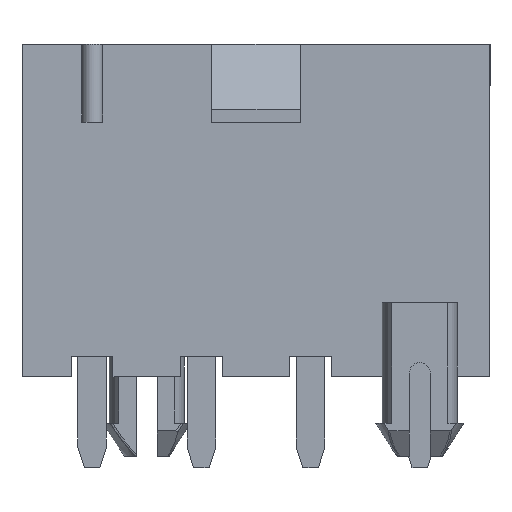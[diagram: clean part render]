
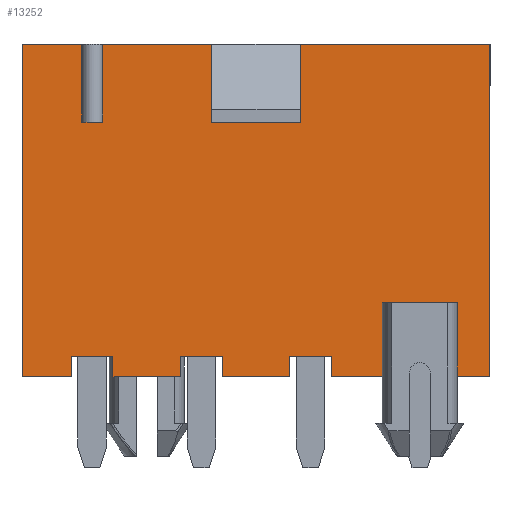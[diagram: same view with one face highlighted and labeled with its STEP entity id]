
A CAD part, front view. The second image highlights one B-rep face of the part: STEP entity #13252.
In plain terms, the highlighted face is planar.
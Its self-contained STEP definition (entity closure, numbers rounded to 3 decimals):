
#1491=ORIENTED_EDGE('',*,*,#3507,.F.);
#1492=ORIENTED_EDGE('',*,*,#3503,.T.);
#1493=ORIENTED_EDGE('',*,*,#3506,.T.);
#1494=ORIENTED_EDGE('',*,*,#4036,.F.);
#1495=ORIENTED_EDGE('',*,*,#3986,.T.);
#1496=ORIENTED_EDGE('',*,*,#4069,.T.);
#1497=ORIENTED_EDGE('',*,*,#3707,.T.);
#1498=ORIENTED_EDGE('',*,*,#4053,.T.);
#1499=ORIENTED_EDGE('',*,*,#3711,.T.);
#1500=ORIENTED_EDGE('',*,*,#4070,.T.);
#1501=ORIENTED_EDGE('',*,*,#3776,.T.);
#1502=ORIENTED_EDGE('',*,*,#4016,.T.);
#1503=ORIENTED_EDGE('',*,*,#3780,.T.);
#1504=ORIENTED_EDGE('',*,*,#4028,.T.);
#1505=ORIENTED_EDGE('',*,*,#3849,.T.);
#1506=ORIENTED_EDGE('',*,*,#3998,.T.);
#1507=ORIENTED_EDGE('',*,*,#3853,.T.);
#1508=ORIENTED_EDGE('',*,*,#4003,.T.);
#1509=ORIENTED_EDGE('',*,*,#3962,.T.);
#1510=ORIENTED_EDGE('',*,*,#3641,.F.);
#1511=ORIENTED_EDGE('',*,*,#3650,.T.);
#1512=ORIENTED_EDGE('',*,*,#3639,.T.);
#1513=ORIENTED_EDGE('',*,*,#3646,.F.);
#1514=ORIENTED_EDGE('',*,*,#3643,.F.);
#1515=ORIENTED_EDGE('',*,*,#3968,.T.);
#1516=ORIENTED_EDGE('',*,*,#3980,.T.);
#1517=ORIENTED_EDGE('',*,*,#3976,.F.);
#1518=ORIENTED_EDGE('',*,*,#4038,.F.);
#1519=ORIENTED_EDGE('',*,*,#3658,.F.);
#1520=ORIENTED_EDGE('',*,*,#3660,.F.);
#1521=ORIENTED_EDGE('',*,*,#3662,.F.);
#1522=ORIENTED_EDGE('',*,*,#4037,.F.);
#3503=EDGE_CURVE('',#4964,#4965,#5910,.T.);
#3506=EDGE_CURVE('',#4965,#4966,#5911,.T.);
#3507=EDGE_CURVE('',#4964,#4967,#5912,.T.);
#3639=EDGE_CURVE('',#5056,#5057,#5972,.T.);
#3641=EDGE_CURVE('',#5058,#5059,#5973,.T.);
#3643=EDGE_CURVE('',#5060,#5061,#5975,.T.);
#3646=EDGE_CURVE('',#5061,#5057,#5977,.T.);
#3650=EDGE_CURVE('',#5058,#5056,#5981,.T.);
#3658=EDGE_CURVE('',#5070,#5065,#5989,.T.);
#3660=EDGE_CURVE('',#5071,#5070,#5991,.T.);
#3662=EDGE_CURVE('',#5066,#5071,#5993,.T.);
#3707=EDGE_CURVE('',#5101,#5104,#6030,.T.);
#3711=EDGE_CURVE('',#5105,#5108,#6034,.T.);
#3776=EDGE_CURVE('',#5158,#5161,#6091,.T.);
#3780=EDGE_CURVE('',#5162,#5165,#6095,.T.);
#3849=EDGE_CURVE('',#5219,#5222,#6156,.T.);
#3853=EDGE_CURVE('',#5223,#5226,#6160,.T.);
#3962=EDGE_CURVE('',#5309,#5059,#6261,.T.);
#3968=EDGE_CURVE('',#5060,#5314,#6267,.T.);
#3976=EDGE_CURVE('',#5320,#5321,#6275,.T.);
#3980=EDGE_CURVE('',#5314,#5321,#6279,.T.);
#3986=EDGE_CURVE('',#5326,#5325,#6285,.T.);
#3998=EDGE_CURVE('',#5222,#5223,#6297,.T.);
#4003=EDGE_CURVE('',#5226,#5309,#6302,.T.);
#4016=EDGE_CURVE('',#5161,#5162,#6315,.T.);
#4028=EDGE_CURVE('',#5165,#5219,#6327,.T.);
#4036=EDGE_CURVE('',#5326,#4966,#6335,.T.);
#4037=EDGE_CURVE('',#4967,#5066,#6336,.T.);
#4038=EDGE_CURVE('',#5065,#5320,#6337,.T.);
#4053=EDGE_CURVE('',#5104,#5105,#6352,.T.);
#4069=EDGE_CURVE('',#5325,#5101,#6368,.T.);
#4070=EDGE_CURVE('',#5108,#5158,#6369,.T.);
#4964=VERTEX_POINT('',#17219);
#4965=VERTEX_POINT('',#17220);
#4966=VERTEX_POINT('',#17224);
#4967=VERTEX_POINT('',#17225);
#5056=VERTEX_POINT('',#17821);
#5057=VERTEX_POINT('',#17824);
#5058=VERTEX_POINT('',#17828);
#5059=VERTEX_POINT('',#17830);
#5060=VERTEX_POINT('',#17832);
#5061=VERTEX_POINT('',#17834);
#5065=VERTEX_POINT('',#17850);
#5066=VERTEX_POINT('',#17852);
#5070=VERTEX_POINT('',#17864);
#5071=VERTEX_POINT('',#17868);
#5101=VERTEX_POINT('',#17952);
#5104=VERTEX_POINT('',#17957);
#5105=VERTEX_POINT('',#17961);
#5108=VERTEX_POINT('',#17966);
#5158=VERTEX_POINT('',#18093);
#5161=VERTEX_POINT('',#18098);
#5162=VERTEX_POINT('',#18102);
#5165=VERTEX_POINT('',#18107);
#5219=VERTEX_POINT('',#18243);
#5222=VERTEX_POINT('',#18248);
#5223=VERTEX_POINT('',#18252);
#5226=VERTEX_POINT('',#18257);
#5309=VERTEX_POINT('',#18471);
#5314=VERTEX_POINT('',#18485);
#5320=VERTEX_POINT('',#18501);
#5321=VERTEX_POINT('',#18503);
#5325=VERTEX_POINT('',#18519);
#5326=VERTEX_POINT('',#18521);
#5910=LINE('',#17218,#7093);
#5911=LINE('',#17226,#7094);
#5912=LINE('',#17227,#7095);
#5972=LINE('',#17825,#7155);
#5973=LINE('',#17829,#7156);
#5975=LINE('',#17833,#7158);
#5977=LINE('',#17838,#7160);
#5981=LINE('',#17846,#7164);
#5989=LINE('',#17863,#7172);
#5991=LINE('',#17867,#7174);
#5993=LINE('',#17871,#7176);
#6030=LINE('',#17958,#7213);
#6034=LINE('',#17967,#7217);
#6091=LINE('',#18099,#7274);
#6095=LINE('',#18108,#7278);
#6156=LINE('',#18249,#7339);
#6160=LINE('',#18258,#7343);
#6261=LINE('',#18474,#7444);
#6267=LINE('',#18486,#7450);
#6275=LINE('',#18502,#7458);
#6279=LINE('',#18509,#7462);
#6285=LINE('',#18520,#7468);
#6297=LINE('',#18539,#7480);
#6302=LINE('',#18547,#7485);
#6315=LINE('',#18567,#7498);
#6327=LINE('',#18587,#7510);
#6335=LINE('',#18599,#7518);
#6336=LINE('',#18600,#7519);
#6337=LINE('',#18601,#7520);
#6352=LINE('',#18619,#7535);
#6368=LINE('',#18645,#7551);
#6369=LINE('',#18647,#7552);
#7093=VECTOR('',#14515,1000.);
#7094=VECTOR('',#14522,1000.);
#7095=VECTOR('',#14523,1000.);
#7155=VECTOR('',#14671,1000.);
#7156=VECTOR('',#14676,1000.);
#7158=VECTOR('',#14678,1000.);
#7160=VECTOR('',#14684,1000.);
#7164=VECTOR('',#14692,1000.);
#7172=VECTOR('',#14706,1000.);
#7174=VECTOR('',#14710,1000.);
#7176=VECTOR('',#14714,1000.);
#7213=VECTOR('',#14785,1000.);
#7217=VECTOR('',#14791,1000.);
#7274=VECTOR('',#14892,1000.);
#7278=VECTOR('',#14898,1000.);
#7339=VECTOR('',#15005,1000.);
#7343=VECTOR('',#15011,1000.);
#7444=VECTOR('',#15174,1000.);
#7450=VECTOR('',#15184,1000.);
#7458=VECTOR('',#15196,1000.);
#7462=VECTOR('',#15202,1000.);
#7468=VECTOR('',#15212,1000.);
#7480=VECTOR('',#15230,1000.);
#7485=VECTOR('',#15237,1000.);
#7498=VECTOR('',#15258,1000.);
#7510=VECTOR('',#15274,1000.);
#7518=VECTOR('',#15288,1000.);
#7519=VECTOR('',#15289,1000.);
#7520=VECTOR('',#15290,1000.);
#7535=VECTOR('',#15309,1000.);
#7551=VECTOR('',#15333,1000.);
#7552=VECTOR('',#15336,1000.);
#8344=EDGE_LOOP('',(#1491,#1492,#1493,#1494,#1495,#1496,#1497,#1498,#1499,
#1500,#1501,#1502,#1503,#1504,#1505,#1506,#1507,#1508,#1509,#1510,#1511,
#1512,#1513,#1514,#1515,#1516,#1517,#1518,#1519,#1520,#1521,#1522));
#8859=FACE_BOUND('',#8344,.T.);
#9338=PLANE('',#13817);
#13252=ADVANCED_FACE('',(#8859),#9338,.T.);
#13817=AXIS2_PLACEMENT_3D('',#18658,#15349,#15350);
#14515=DIRECTION('',(1.,0.,0.));
#14522=DIRECTION('',(0.,0.,1.));
#14523=DIRECTION('',(0.,0.,1.));
#14671=DIRECTION('',(-1.,0.,0.));
#14676=DIRECTION('',(-1.,0.,0.));
#14678=DIRECTION('',(-1.,0.,0.));
#14684=DIRECTION('',(0.,0.,1.));
#14692=DIRECTION('',(0.,0.,1.));
#14706=DIRECTION('',(0.,0.,1.));
#14710=DIRECTION('',(-1.,0.,0.));
#14714=DIRECTION('',(0.,0.,-1.));
#14785=DIRECTION('',(0.,0.,1.));
#14791=DIRECTION('',(0.,0.,-1.));
#14892=DIRECTION('',(0.,0.,1.));
#14898=DIRECTION('',(0.,0.,-1.));
#15005=DIRECTION('',(0.,0.,1.));
#15011=DIRECTION('',(0.,0.,-1.));
#15174=DIRECTION('',(0.,0.,1.));
#15184=DIRECTION('',(0.,0.,-1.));
#15196=DIRECTION('',(0.,0.,-1.));
#15202=DIRECTION('',(-1.,0.,0.));
#15212=DIRECTION('',(0.,0.,-1.));
#15230=DIRECTION('',(-1.,0.,0.));
#15237=DIRECTION('',(-1.,0.,0.));
#15258=DIRECTION('',(-1.,0.,0.));
#15274=DIRECTION('',(-1.,0.,0.));
#15288=DIRECTION('',(-1.,0.,0.));
#15289=DIRECTION('',(-1.,0.,0.));
#15290=DIRECTION('',(-1.,0.,0.));
#15309=DIRECTION('',(-1.,0.,0.));
#15333=DIRECTION('',(-1.,0.,0.));
#15336=DIRECTION('',(-1.,0.,0.));
#15349=DIRECTION('',(0.,1.,0.));
#15350=DIRECTION('',(0.,0.,1.));
#17218=CARTESIAN_POINT('',(6.7,2.7,3.4));
#17219=CARTESIAN_POINT('',(5.9,2.7,3.4));
#17220=CARTESIAN_POINT('',(6.7,2.7,3.4));
#17224=CARTESIAN_POINT('',(6.7,2.7,6.4));
#17225=CARTESIAN_POINT('',(5.9,2.7,6.4));
#17226=CARTESIAN_POINT('',(6.7,2.7,3.4));
#17227=CARTESIAN_POINT('',(5.9,2.7,3.4));
#17821=CARTESIAN_POINT('',(-5.225,2.7,-3.55));
#17824=CARTESIAN_POINT('',(-7.375,2.7,-3.55));
#17825=CARTESIAN_POINT('',(-5.225,2.7,-3.55));
#17828=CARTESIAN_POINT('',(-5.225,2.7,-5.8));
#17829=CARTESIAN_POINT('',(-5.225,2.7,-5.8));
#17830=CARTESIAN_POINT('',(-5.5,2.7,-5.8));
#17832=CARTESIAN_POINT('',(-7.1,2.7,-5.8));
#17833=CARTESIAN_POINT('',(-5.225,2.7,-5.8));
#17834=CARTESIAN_POINT('',(-7.375,2.7,-5.8));
#17838=CARTESIAN_POINT('',(-7.375,2.7,-5.8));
#17846=CARTESIAN_POINT('',(-5.225,2.7,-5.8));
#17850=CARTESIAN_POINT('',(-1.7,2.7,6.4));
#17852=CARTESIAN_POINT('',(1.7,2.7,6.4));
#17863=CARTESIAN_POINT('',(-1.7,2.7,3.4));
#17864=CARTESIAN_POINT('',(-1.7,2.7,3.4));
#17867=CARTESIAN_POINT('',(1.7,2.7,3.4));
#17868=CARTESIAN_POINT('',(1.7,2.7,3.4));
#17871=CARTESIAN_POINT('',(1.7,2.7,6.4));
#17952=CARTESIAN_POINT('',(7.1,2.7,-6.4));
#17957=CARTESIAN_POINT('',(7.1,2.7,-5.6));
#17958=CARTESIAN_POINT('',(7.1,2.7,6.4));
#17961=CARTESIAN_POINT('',(5.5,2.7,-5.6));
#17966=CARTESIAN_POINT('',(5.5,2.7,-6.4));
#17967=CARTESIAN_POINT('',(5.5,2.7,6.4));
#18093=CARTESIAN_POINT('',(2.9,2.7,-6.4));
#18098=CARTESIAN_POINT('',(2.9,2.7,-5.6));
#18099=CARTESIAN_POINT('',(2.9,2.7,6.4));
#18102=CARTESIAN_POINT('',(1.3,2.7,-5.6));
#18107=CARTESIAN_POINT('',(1.3,2.7,-6.4));
#18108=CARTESIAN_POINT('',(1.3,2.7,6.4));
#18243=CARTESIAN_POINT('',(-1.3,2.7,-6.4));
#18248=CARTESIAN_POINT('',(-1.3,2.7,-5.6));
#18249=CARTESIAN_POINT('',(-1.3,2.7,6.4));
#18252=CARTESIAN_POINT('',(-2.9,2.7,-5.6));
#18257=CARTESIAN_POINT('',(-2.9,2.7,-6.4));
#18258=CARTESIAN_POINT('',(-2.9,2.7,6.4));
#18471=CARTESIAN_POINT('',(-5.5,2.7,-6.4));
#18474=CARTESIAN_POINT('',(-5.5,2.7,6.4));
#18485=CARTESIAN_POINT('',(-7.1,2.7,-6.4));
#18486=CARTESIAN_POINT('',(-7.1,2.7,6.4));
#18501=CARTESIAN_POINT('',(-9.,2.7,6.4));
#18502=CARTESIAN_POINT('',(-9.,2.7,6.4));
#18503=CARTESIAN_POINT('',(-9.,2.7,-6.4));
#18509=CARTESIAN_POINT('',(9.,2.7,-6.4));
#18519=CARTESIAN_POINT('',(9.,2.7,-6.4));
#18520=CARTESIAN_POINT('',(9.,2.7,6.4));
#18521=CARTESIAN_POINT('',(9.,2.7,6.4));
#18539=CARTESIAN_POINT('',(9.,2.7,-5.6));
#18547=CARTESIAN_POINT('',(9.,2.7,-6.4));
#18567=CARTESIAN_POINT('',(9.,2.7,-5.6));
#18587=CARTESIAN_POINT('',(9.,2.7,-6.4));
#18599=CARTESIAN_POINT('',(9.,2.7,6.4));
#18600=CARTESIAN_POINT('',(9.,2.7,6.4));
#18601=CARTESIAN_POINT('',(9.,2.7,6.4));
#18619=CARTESIAN_POINT('',(9.,2.7,-5.6));
#18645=CARTESIAN_POINT('',(9.,2.7,-6.4));
#18647=CARTESIAN_POINT('',(9.,2.7,-6.4));
#18658=CARTESIAN_POINT('',(9.,2.7,6.4));
